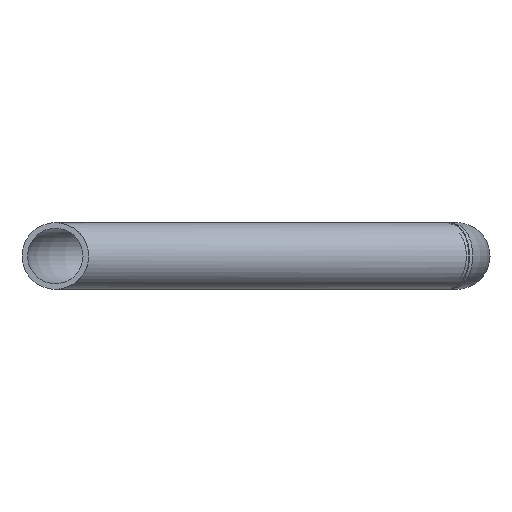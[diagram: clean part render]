
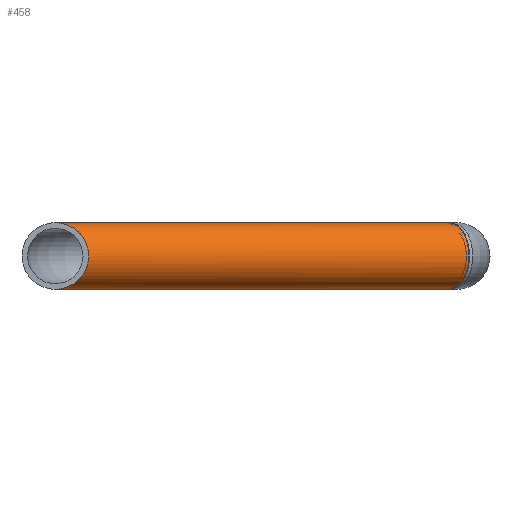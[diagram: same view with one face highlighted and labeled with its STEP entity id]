
A CAD part, front view. The second image highlights one B-rep face of the part: STEP entity #458.
In plain terms, the highlighted cylindrical face has radius 21.082 mm (diameter 42.164 mm), a full revolution.
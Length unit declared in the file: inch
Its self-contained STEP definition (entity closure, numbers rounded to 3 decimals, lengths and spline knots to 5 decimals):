
#35=ELLIPSE('',#607,1.79751,0.83);
#36=ELLIPSE('',#608,0.93573,0.83);
#37=ELLIPSE('',#610,0.93573,0.83);
#78=LINE('',#1210,#91);
#91=VECTOR('',#728,0.83);
#110=B_SPLINE_CURVE_WITH_KNOTS('',3,(#1203,#1204,#1205,#1206),
 .UNSPECIFIED.,.F.,.F.,(4,4),(0.,1.),.UNSPECIFIED.);
#111=B_SPLINE_CURVE_WITH_KNOTS('',3,(#1214,#1215,#1216,#1217),
 .UNSPECIFIED.,.F.,.F.,(4,4),(0.,1.),.UNSPECIFIED.);
#123=CYLINDRICAL_SURFACE('',#606,0.83);
#143=FACE_OUTER_BOUND('',#176,.T.);
#176=EDGE_LOOP('',(#415,#416,#417,#418,#419,#420,#421,#422));
#207=CIRCLE('',#609,0.83);
#246=VERTEX_POINT('',#1199);
#247=VERTEX_POINT('',#1200);
#248=VERTEX_POINT('',#1202);
#249=VERTEX_POINT('',#1207);
#250=VERTEX_POINT('',#1209);
#251=VERTEX_POINT('',#1212);
#305=EDGE_CURVE('',#246,#247,#35,.T.);
#306=EDGE_CURVE('',#247,#248,#110,.T.);
#307=EDGE_CURVE('',#248,#249,#36,.T.);
#308=EDGE_CURVE('',#249,#250,#78,.T.);
#309=EDGE_CURVE('',#250,#250,#207,.T.);
#310=EDGE_CURVE('',#249,#251,#37,.T.);
#311=EDGE_CURVE('',#251,#246,#111,.T.);
#415=ORIENTED_EDGE('',*,*,#305,.T.);
#416=ORIENTED_EDGE('',*,*,#306,.T.);
#417=ORIENTED_EDGE('',*,*,#307,.T.);
#418=ORIENTED_EDGE('',*,*,#308,.T.);
#419=ORIENTED_EDGE('',*,*,#309,.F.);
#420=ORIENTED_EDGE('',*,*,#308,.F.);
#421=ORIENTED_EDGE('',*,*,#310,.T.);
#422=ORIENTED_EDGE('',*,*,#311,.T.);
#458=ADVANCED_FACE('',(#143),#123,.T.);
#606=AXIS2_PLACEMENT_3D('',#1198,#722,#723);
#607=AXIS2_PLACEMENT_3D('',#1201,#724,#725);
#608=AXIS2_PLACEMENT_3D('',#1208,#726,#727);
#609=AXIS2_PLACEMENT_3D('',#1211,#729,#730);
#610=AXIS2_PLACEMENT_3D('',#1213,#731,#732);
#722=DIRECTION('center_axis',(-1.,0.,0.));
#723=DIRECTION('ref_axis',(0.,0.,1.));
#724=DIRECTION('center_axis',(0.462,0.,-0.887));
#725=DIRECTION('ref_axis',(0.887,0.,0.462));
#726=DIRECTION('center_axis',(0.887,0.,0.462));
#727=DIRECTION('ref_axis',(0.462,0.,-0.887));
#728=DIRECTION('',(1.,0.,0.));
#729=DIRECTION('center_axis',(1.,0.,0.));
#730=DIRECTION('ref_axis',(0.,0.,-1.));
#731=DIRECTION('center_axis',(0.887,0.,0.462));
#732=DIRECTION('ref_axis',(0.462,0.,-0.887));
#1198=CARTESIAN_POINT('Origin',(12.,0.,0.));
#1199=CARTESIAN_POINT('',(0.,0.82996,0.00845));
#1200=CARTESIAN_POINT('',(0.,-0.82996,0.00845));
#1201=CARTESIAN_POINT('Origin',(-0.01624,0.,
0.));
#1202=CARTESIAN_POINT('',(0.,-0.82941,-0.0312));
#1203=CARTESIAN_POINT('Ctrl Pts',(0.,-0.82996,
0.00845));
#1204=CARTESIAN_POINT('Ctrl Pts',(0.,-0.82988,
-0.00476));
#1205=CARTESIAN_POINT('Ctrl Pts',(-0.00001,-0.8297,
-0.01798));
#1206=CARTESIAN_POINT('Ctrl Pts',(0.,-0.82941,
-0.0312));
#1207=CARTESIAN_POINT('',(0.41583,0.,-0.83));
#1208=CARTESIAN_POINT('Origin',(-0.01624,0.,
0.));
#1209=CARTESIAN_POINT('',(12.,0.,-0.83));
#1210=CARTESIAN_POINT('',(12.,0.,-0.83));
#1211=CARTESIAN_POINT('Origin',(12.,0.,0.));
#1212=CARTESIAN_POINT('',(0.,0.82941,-0.0312));
#1213=CARTESIAN_POINT('Origin',(-0.01624,0.,
0.));
#1214=CARTESIAN_POINT('Ctrl Pts',(0.,0.82941,
-0.0312));
#1215=CARTESIAN_POINT('Ctrl Pts',(-0.00001,0.8297,
-0.01798));
#1216=CARTESIAN_POINT('Ctrl Pts',(0.,0.82988,
-0.00476));
#1217=CARTESIAN_POINT('Ctrl Pts',(0.,0.82996,
0.00845));
